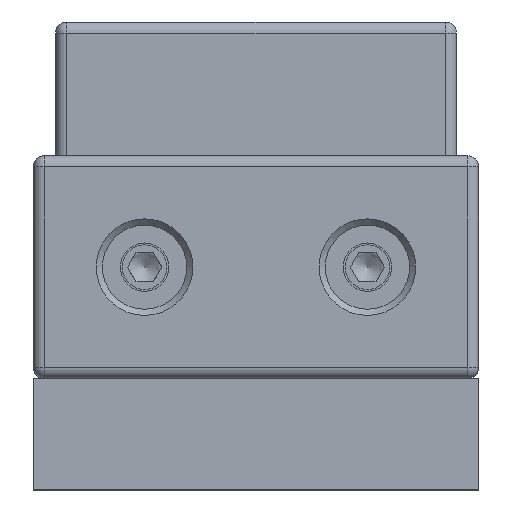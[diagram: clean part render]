
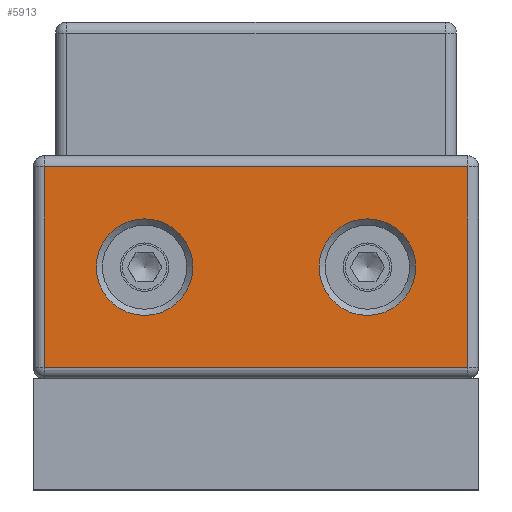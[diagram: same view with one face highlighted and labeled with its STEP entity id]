
A CAD part, front view. The second image highlights one B-rep face of the part: STEP entity #5913.
In plain terms, the highlighted face is planar.
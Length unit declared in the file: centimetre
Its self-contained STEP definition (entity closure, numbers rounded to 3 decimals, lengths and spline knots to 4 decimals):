
#197=FACE_BOUND('',#1964,.T.);
#198=FACE_BOUND('',#1965,.T.);
#504=LINE('',#9906,#991);
#506=LINE('',#9914,#993);
#508=LINE('',#9924,#995);
#510=LINE('',#9933,#997);
#991=VECTOR('',#8044,10.);
#993=VECTOR('',#8052,10.);
#995=VECTOR('',#8064,10.);
#997=VECTOR('',#8076,10.);
#1566=FACE_OUTER_BOUND('',#1963,.T.);
#1963=EDGE_LOOP('',(#4861,#4862,#4863,#4864));
#1964=EDGE_LOOP('',(#4865));
#1965=EDGE_LOOP('',(#4866));
#2332=CIRCLE('',#6642,6.5);
#2333=CIRCLE('',#6643,6.5);
#2786=VERTEX_POINT('',#9899);
#2789=VERTEX_POINT('',#9904);
#2792=VERTEX_POINT('',#9912);
#2795=VERTEX_POINT('',#9922);
#2803=VERTEX_POINT('',#9957);
#2804=VERTEX_POINT('',#9959);
#3493=EDGE_CURVE('',#2789,#2786,#504,.T.);
#3497=EDGE_CURVE('',#2792,#2789,#506,.T.);
#3502=EDGE_CURVE('',#2795,#2792,#508,.T.);
#3507=EDGE_CURVE('',#2786,#2795,#510,.T.);
#3519=EDGE_CURVE('',#2803,#2803,#2332,.T.);
#3520=EDGE_CURVE('',#2804,#2804,#2333,.T.);
#4861=ORIENTED_EDGE('',*,*,#3493,.F.);
#4862=ORIENTED_EDGE('',*,*,#3497,.F.);
#4863=ORIENTED_EDGE('',*,*,#3502,.F.);
#4864=ORIENTED_EDGE('',*,*,#3507,.F.);
#4865=ORIENTED_EDGE('',*,*,#3519,.T.);
#4866=ORIENTED_EDGE('',*,*,#3520,.T.);
#5635=PLANE('',#6641);
#5913=ADVANCED_FACE('',(#1566,#197,#198),#5635,.T.);
#6641=AXIS2_PLACEMENT_3D('',#9956,#8104,#8105);
#6642=AXIS2_PLACEMENT_3D('',#9958,#8106,#8107);
#6643=AXIS2_PLACEMENT_3D('',#9960,#8108,#8109);
#8044=DIRECTION('',(0.,-1.,0.));
#8052=DIRECTION('',(1.,0.,0.));
#8064=DIRECTION('',(0.,1.,0.));
#8076=DIRECTION('',(-1.,0.,0.));
#8104=DIRECTION('center_axis',(0.,0.,1.));
#8105=DIRECTION('ref_axis',(1.,0.,0.));
#8106=DIRECTION('center_axis',(0.,0.,-1.));
#8107=DIRECTION('ref_axis',(1.,0.,0.));
#8108=DIRECTION('center_axis',(0.,0.,-1.));
#8109=DIRECTION('ref_axis',(1.,0.,0.));
#9899=CARTESIAN_POINT('',(123.2777,23.1891,10.));
#9904=CARTESIAN_POINT('',(123.2777,50.1891,10.));
#9906=CARTESIAN_POINT('',(123.2777,29.9391,10.));
#9912=CARTESIAN_POINT('',(66.2777,50.1891,10.));
#9914=CARTESIAN_POINT('',(109.0277,50.1891,10.));
#9922=CARTESIAN_POINT('',(66.2777,23.1891,10.));
#9924=CARTESIAN_POINT('',(66.2777,43.4391,10.));
#9933=CARTESIAN_POINT('',(80.5277,23.1891,10.));
#9956=CARTESIAN_POINT('Origin',(94.7777,36.6891,10.));
#9957=CARTESIAN_POINT('',(73.2777,36.6891,10.));
#9958=CARTESIAN_POINT('Origin',(79.7777,36.6891,10.));
#9959=CARTESIAN_POINT('',(103.2777,36.6891,10.));
#9960=CARTESIAN_POINT('Origin',(109.7777,36.6891,10.));
